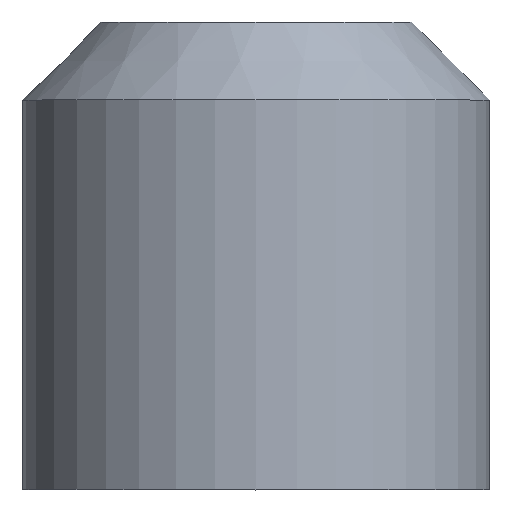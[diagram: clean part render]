
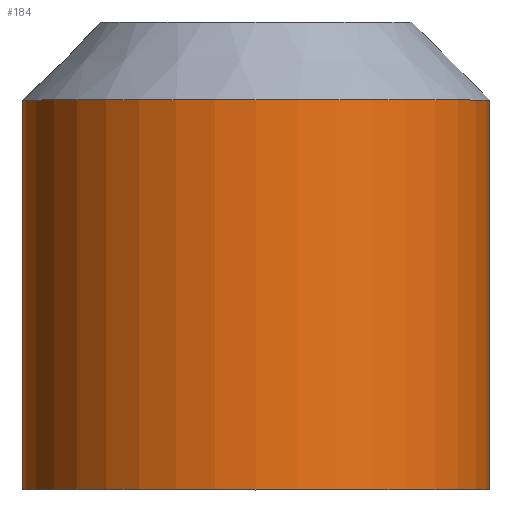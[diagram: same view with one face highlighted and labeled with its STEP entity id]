
A CAD part, top view. The second image highlights one B-rep face of the part: STEP entity #184.
In plain terms, the highlighted cylindrical face has radius 1.5 mm (diameter 3 mm), a full revolution.
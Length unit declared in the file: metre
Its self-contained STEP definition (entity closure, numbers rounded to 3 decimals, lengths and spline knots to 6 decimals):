
#21=CYLINDRICAL_SURFACE('',#209,0.0015);
#22=CIRCLE('',#208,0.0015);
#23=CIRCLE('',#210,0.0015);
#62=ORIENTED_EDGE('',*,*,#86,.T.);
#63=ORIENTED_EDGE('',*,*,#85,.F.);
#85=EDGE_CURVE('',#100,#100,#22,.T.);
#86=EDGE_CURVE('',#101,#101,#23,.T.);
#100=VERTEX_POINT('',#302);
#101=VERTEX_POINT('',#305);
#148=EDGE_LOOP('',(#62));
#149=EDGE_LOOP('',(#63));
#162=FACE_BOUND('',#148,.T.);
#163=FACE_BOUND('',#149,.T.);
#184=ADVANCED_FACE('',(#162,#163),#21,.T.);
#208=AXIS2_PLACEMENT_3D('',#301,#250,#251);
#209=AXIS2_PLACEMENT_3D('',#303,#252,#253);
#210=AXIS2_PLACEMENT_3D('',#304,#254,#255);
#250=DIRECTION('',(0.,-1.,0.));
#251=DIRECTION('',(1.,0.,0.));
#252=DIRECTION('',(0.,-1.,0.));
#253=DIRECTION('',(1.,0.,0.));
#254=DIRECTION('',(0.,-1.,0.));
#255=DIRECTION('',(1.,0.,0.));
#301=CARTESIAN_POINT('',(0.,-0.003,0.));
#302=CARTESIAN_POINT('',(0.0015,-0.003,0.));
#303=CARTESIAN_POINT('',(0.,0.,0.));
#304=CARTESIAN_POINT('',(0.,-0.0005,0.));
#305=CARTESIAN_POINT('',(0.0015,-0.0005,0.));
